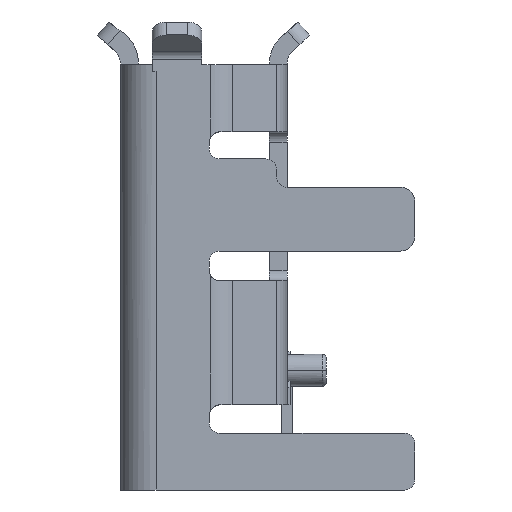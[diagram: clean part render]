
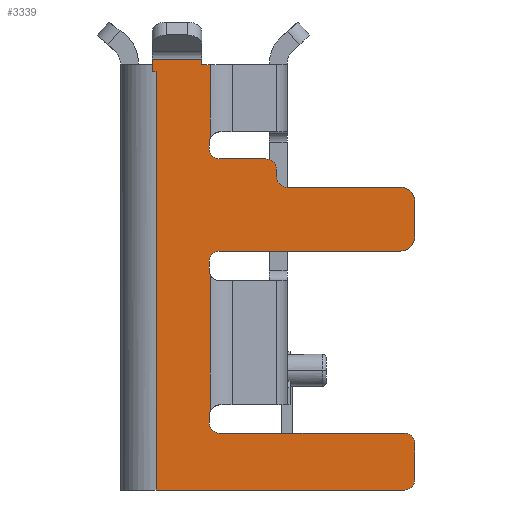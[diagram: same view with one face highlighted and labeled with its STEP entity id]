
A CAD part, left-side view. The second image highlights one B-rep face of the part: STEP entity #3339.
In plain terms, the highlighted planar face has unit normal (-1, 0, 0).
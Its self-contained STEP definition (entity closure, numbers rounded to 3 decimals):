
#811 = VERTEX_POINT('',#812);
#812 = CARTESIAN_POINT('',(-3.7,1.905,0.071));
#819 = EDGE_CURVE('',#811,#820,#822,.T.);
#820 = VERTEX_POINT('',#821);
#821 = CARTESIAN_POINT('',(-3.7,1.905,-0.099));
#822 = LINE('',#823,#824);
#823 = CARTESIAN_POINT('',(-3.7,1.905,0.071));
#824 = VECTOR('',#825,1.);
#825 = DIRECTION('',(0.,0.,-1.));
#1393 = VERTEX_POINT('',#1394);
#1394 = CARTESIAN_POINT('',(-3.7,1.205,0.));
#1400 = EDGE_CURVE('',#1401,#1393,#1403,.T.);
#1401 = VERTEX_POINT('',#1402);
#1402 = CARTESIAN_POINT('',(-3.7,1.205,0.071));
#1403 = LINE('',#1404,#1405);
#1404 = CARTESIAN_POINT('',(-3.7,1.205,0.071));
#1405 = VECTOR('',#1406,1.);
#1406 = DIRECTION('',(0.,0.,-1.));
#1434 = VERTEX_POINT('',#1435);
#1435 = CARTESIAN_POINT('',(-3.7,0.15,-1.48));
#1451 = VERTEX_POINT('',#1452);
#1452 = CARTESIAN_POINT('',(-3.7,0.3,-1.33));
#1458 = EDGE_CURVE('',#1434,#1451,#1459,.T.);
#1459 = CIRCLE('',#1460,0.15);
#1460 = AXIS2_PLACEMENT_3D('',#1461,#1462,#1463);
#1461 = CARTESIAN_POINT('',(-3.7,0.3,-1.48));
#1462 = DIRECTION('',(-1.,0.,0.));
#1463 = DIRECTION('',(0.,-1.,0.));
#1669 = EDGE_CURVE('',#1670,#1672,#1674,.T.);
#1670 = VERTEX_POINT('',#1671);
#1671 = CARTESIAN_POINT('',(-3.7,1.1,-1.1));
#1672 = VERTEX_POINT('',#1673);
#1673 = CARTESIAN_POINT('',(-3.7,1.087,-1.038));
#1674 = CIRCLE('',#1675,0.15);
#1675 = AXIS2_PLACEMENT_3D('',#1676,#1677,#1678);
#1676 = CARTESIAN_POINT('',(-3.7,0.95,-1.1));
#1677 = DIRECTION('',(1.,0.,0.));
#1678 = DIRECTION('',(0.,1.,0.));
#1738 = VERTEX_POINT('',#1739);
#1739 = CARTESIAN_POINT('',(-3.7,0.,-1.73));
#1747 = VERTEX_POINT('',#1748);
#1748 = CARTESIAN_POINT('',(-3.7,-1.6,-1.73));
#1754 = EDGE_CURVE('',#1747,#1738,#1755,.T.);
#1755 = LINE('',#1756,#1757);
#1756 = CARTESIAN_POINT('',(-3.7,-1.6,-1.73));
#1757 = VECTOR('',#1758,1.);
#1758 = DIRECTION('',(0.,1.,0.));
#1769 = EDGE_CURVE('',#1451,#1770,#1772,.T.);
#1770 = VERTEX_POINT('',#1771);
#1771 = CARTESIAN_POINT('',(-3.7,0.95,-1.33));
#1772 = LINE('',#1773,#1774);
#1773 = CARTESIAN_POINT('',(-3.7,0.3,-1.33));
#1774 = VECTOR('',#1775,1.);
#1775 = DIRECTION('',(0.,1.,0.));
#1918 = VERTEX_POINT('',#1919);
#1919 = CARTESIAN_POINT('',(-3.7,1.087,0.));
#1926 = EDGE_CURVE('',#1393,#1918,#1927,.T.);
#1927 = LINE('',#1928,#1929);
#1928 = CARTESIAN_POINT('',(-3.7,1.205,0.));
#1929 = VECTOR('',#1930,1.);
#1930 = DIRECTION('',(0.,-1.,0.));
#1972 = EDGE_CURVE('',#1738,#1973,#1975,.T.);
#1973 = VERTEX_POINT('',#1974);
#1974 = CARTESIAN_POINT('',(-3.7,0.15,-1.58));
#1975 = CIRCLE('',#1976,0.15);
#1976 = AXIS2_PLACEMENT_3D('',#1977,#1978,#1979);
#1977 = CARTESIAN_POINT('',(-3.7,0.,-1.58));
#1978 = DIRECTION('',(1.,-0.,0.));
#1979 = DIRECTION('',(0.,0.,-1.));
#2030 = VERTEX_POINT('',#2031);
#2031 = CARTESIAN_POINT('',(-3.7,1.1,-1.18));
#2037 = EDGE_CURVE('',#2030,#1670,#2038,.T.);
#2038 = LINE('',#2039,#2040);
#2039 = CARTESIAN_POINT('',(-3.7,1.1,-1.18));
#2040 = VECTOR('',#2041,1.);
#2041 = DIRECTION('',(0.,0.,1.));
#2152 = VERTEX_POINT('',#2153);
#2153 = CARTESIAN_POINT('',(-3.7,1.087,-2.962));
#2163 = EDGE_CURVE('',#2152,#2164,#2166,.T.);
#2164 = VERTEX_POINT('',#2165);
#2165 = CARTESIAN_POINT('',(-3.7,1.1,-2.9));
#2166 = CIRCLE('',#2167,0.15);
#2167 = AXIS2_PLACEMENT_3D('',#2168,#2169,#2170);
#2168 = CARTESIAN_POINT('',(-3.7,0.95,-2.9));
#2169 = DIRECTION('',(1.,-0.,0.));
#2170 = DIRECTION('',(0.,0.911,-0.412));
#2206 = VERTEX_POINT('',#2207);
#2207 = CARTESIAN_POINT('',(-3.7,1.1,-4.95));
#2213 = EDGE_CURVE('',#2206,#2214,#2216,.T.);
#2214 = VERTEX_POINT('',#2215);
#2215 = CARTESIAN_POINT('',(-3.7,1.087,-4.888));
#2216 = CIRCLE('',#2217,0.15);
#2217 = AXIS2_PLACEMENT_3D('',#2218,#2219,#2220);
#2218 = CARTESIAN_POINT('',(-3.7,0.95,-4.95));
#2219 = DIRECTION('',(1.,0.,0.));
#2220 = DIRECTION('',(0.,1.,0.));
#2258 = EDGE_CURVE('',#2214,#2152,#2259,.T.);
#2259 = LINE('',#2260,#2261);
#2260 = CARTESIAN_POINT('',(-3.7,1.087,-4.888));
#2261 = VECTOR('',#2262,1.);
#2262 = DIRECTION('',(0.,0.,1.));
#2290 = VERTEX_POINT('',#2291);
#2291 = CARTESIAN_POINT('',(-3.7,1.1,-5.05));
#2297 = EDGE_CURVE('',#2290,#2206,#2298,.T.);
#2298 = LINE('',#2299,#2300);
#2299 = CARTESIAN_POINT('',(-3.7,1.1,-5.05));
#2300 = VECTOR('',#2301,1.);
#2301 = DIRECTION('',(0.,0.,1.));
#2337 = EDGE_CURVE('',#2338,#1747,#2340,.T.);
#2338 = VERTEX_POINT('',#2339);
#2339 = CARTESIAN_POINT('',(-3.7,-1.8,-1.93));
#2340 = CIRCLE('',#2341,0.2);
#2341 = AXIS2_PLACEMENT_3D('',#2342,#2343,#2344);
#2342 = CARTESIAN_POINT('',(-3.7,-1.6,-1.93));
#2343 = DIRECTION('',(-1.,0.,0.));
#2344 = DIRECTION('',(0.,-1.,0.));
#2433 = VERTEX_POINT('',#2434);
#2434 = CARTESIAN_POINT('',(-3.7,0.95,-5.2));
#2440 = EDGE_CURVE('',#2433,#2290,#2441,.T.);
#2441 = CIRCLE('',#2442,0.15);
#2442 = AXIS2_PLACEMENT_3D('',#2443,#2444,#2445);
#2443 = CARTESIAN_POINT('',(-3.7,0.95,-5.05));
#2444 = DIRECTION('',(1.,-0.,0.));
#2445 = DIRECTION('',(0.,0.,-1.));
#2458 = VERTEX_POINT('',#2459);
#2459 = CARTESIAN_POINT('',(-3.7,-1.65,-5.2));
#2465 = EDGE_CURVE('',#2458,#2433,#2466,.T.);
#2466 = LINE('',#2467,#2468);
#2467 = CARTESIAN_POINT('',(-3.7,-1.65,-5.2));
#2468 = VECTOR('',#2469,1.);
#2469 = DIRECTION('',(0.,1.,0.));
#2489 = VERTEX_POINT('',#2490);
#2490 = CARTESIAN_POINT('',(-3.7,-1.8,-5.35));
#2504 = EDGE_CURVE('',#2489,#2458,#2505,.T.);
#2505 = CIRCLE('',#2506,0.15);
#2506 = AXIS2_PLACEMENT_3D('',#2507,#2508,#2509);
#2507 = CARTESIAN_POINT('',(-3.7,-1.65,-5.35));
#2508 = DIRECTION('',(-1.,0.,0.));
#2509 = DIRECTION('',(0.,-1.,0.));
#2529 = VERTEX_POINT('',#2530);
#2530 = CARTESIAN_POINT('',(-3.7,-1.8,-5.85));
#2536 = EDGE_CURVE('',#2489,#2529,#2537,.T.);
#2537 = LINE('',#2538,#2539);
#2538 = CARTESIAN_POINT('',(-3.7,-1.8,-5.35));
#2539 = VECTOR('',#2540,1.);
#2540 = DIRECTION('',(0.,0.,-1.));
#2553 = VERTEX_POINT('',#2554);
#2554 = CARTESIAN_POINT('',(-3.7,-1.65,-6.));
#2568 = EDGE_CURVE('',#2553,#2529,#2569,.T.);
#2569 = CIRCLE('',#2570,0.15);
#2570 = AXIS2_PLACEMENT_3D('',#2571,#2572,#2573);
#2571 = CARTESIAN_POINT('',(-3.7,-1.65,-5.85));
#2572 = DIRECTION('',(-1.,0.,0.));
#2573 = DIRECTION('',(0.,0.,-1.));
#2602 = VERTEX_POINT('',#2603);
#2603 = CARTESIAN_POINT('',(-3.7,1.85,-6.));
#2610 = EDGE_CURVE('',#2553,#2602,#2611,.T.);
#2611 = LINE('',#2612,#2613);
#2612 = CARTESIAN_POINT('',(-3.7,-1.65,-6.));
#2613 = VECTOR('',#2614,1.);
#2614 = DIRECTION('',(0.,1.,0.));
#2981 = EDGE_CURVE('',#1918,#1672,#2982,.T.);
#2982 = LINE('',#2983,#2984);
#2983 = CARTESIAN_POINT('',(-3.7,1.087,0.));
#2984 = VECTOR('',#2985,1.);
#2985 = DIRECTION('',(0.,0.,-1.));
#3016 = VERTEX_POINT('',#3017);
#3017 = CARTESIAN_POINT('',(-3.7,1.1,-2.78));
#3023 = EDGE_CURVE('',#3016,#3024,#3026,.T.);
#3024 = VERTEX_POINT('',#3025);
#3025 = CARTESIAN_POINT('',(-3.7,0.95,-2.63));
#3026 = CIRCLE('',#3027,0.15);
#3027 = AXIS2_PLACEMENT_3D('',#3028,#3029,#3030);
#3028 = CARTESIAN_POINT('',(-3.7,0.95,-2.78));
#3029 = DIRECTION('',(1.,0.,0.));
#3030 = DIRECTION('',(0.,1.,0.));
#3049 = EDGE_CURVE('',#2164,#3016,#3050,.T.);
#3050 = LINE('',#3051,#3052);
#3051 = CARTESIAN_POINT('',(-3.7,1.1,-2.9));
#3052 = VECTOR('',#3053,1.);
#3053 = DIRECTION('',(0.,0.,1.));
#3090 = EDGE_CURVE('',#1770,#2030,#3091,.T.);
#3091 = CIRCLE('',#3092,0.15);
#3092 = AXIS2_PLACEMENT_3D('',#3093,#3094,#3095);
#3093 = CARTESIAN_POINT('',(-3.7,0.95,-1.18));
#3094 = DIRECTION('',(1.,-0.,0.));
#3095 = DIRECTION('',(0.,0.,-1.));
#3108 = EDGE_CURVE('',#3024,#3109,#3111,.T.);
#3109 = VERTEX_POINT('',#3110);
#3110 = CARTESIAN_POINT('',(-3.7,-1.6,-2.63));
#3111 = LINE('',#3112,#3113);
#3112 = CARTESIAN_POINT('',(-3.7,0.95,-2.63));
#3113 = VECTOR('',#3114,1.);
#3114 = DIRECTION('',(0.,-1.,0.));
#3131 = VERTEX_POINT('',#3132);
#3132 = CARTESIAN_POINT('',(-3.7,-1.8,-2.43));
#3138 = EDGE_CURVE('',#3109,#3131,#3139,.T.);
#3139 = CIRCLE('',#3140,0.2);
#3140 = AXIS2_PLACEMENT_3D('',#3141,#3142,#3143);
#3141 = CARTESIAN_POINT('',(-3.7,-1.6,-2.43));
#3142 = DIRECTION('',(-1.,0.,0.));
#3143 = DIRECTION('',(0.,0.,-1.));
#3155 = EDGE_CURVE('',#3131,#2338,#3156,.T.);
#3156 = LINE('',#3157,#3158);
#3157 = CARTESIAN_POINT('',(-3.7,-1.8,-2.43));
#3158 = VECTOR('',#3159,1.);
#3159 = DIRECTION('',(0.,0.,1.));
#3175 = EDGE_CURVE('',#1973,#1434,#3176,.T.);
#3176 = LINE('',#3177,#3178);
#3177 = CARTESIAN_POINT('',(-3.7,0.15,-1.58));
#3178 = VECTOR('',#3179,1.);
#3179 = DIRECTION('',(0.,0.,1.));
#3246 = VERTEX_POINT('',#3247);
#3247 = CARTESIAN_POINT('',(-3.7,1.85,-0.099));
#3255 = EDGE_CURVE('',#3246,#820,#3256,.T.);
#3256 = LINE('',#3257,#3258);
#3257 = CARTESIAN_POINT('',(-3.7,1.85,-0.099));
#3258 = VECTOR('',#3259,1.);
#3259 = DIRECTION('',(0.,1.,0.));
#3279 = EDGE_CURVE('',#3246,#2602,#3280,.T.);
#3280 = LINE('',#3281,#3282);
#3281 = CARTESIAN_POINT('',(-3.7,1.85,-0.099));
#3282 = VECTOR('',#3283,1.);
#3283 = DIRECTION('',(0.,0.,-1.));
#3327 = EDGE_CURVE('',#1401,#811,#3328,.T.);
#3328 = LINE('',#3329,#3330);
#3329 = CARTESIAN_POINT('',(-3.7,1.205,0.071));
#3330 = VECTOR('',#3331,1.);
#3331 = DIRECTION('',(0.,1.,0.));
#3339 = ADVANCED_FACE('',(#3340),#3373,.T.);
#3340 = FACE_BOUND('',#3341,.F.);
#3341 = EDGE_LOOP('',(#3342,#3343,#3344,#3345,#3346,#3347,#3348,#3349,
    #3350,#3351,#3352,#3353,#3354,#3355,#3356,#3357,#3358,#3359,#3360,
    #3361,#3362,#3363,#3364,#3365,#3366,#3367,#3368,#3369,#3370,#3371,
    #3372));
#3342 = ORIENTED_EDGE('',*,*,#2504,.F.);
#3343 = ORIENTED_EDGE('',*,*,#2536,.T.);
#3344 = ORIENTED_EDGE('',*,*,#2568,.F.);
#3345 = ORIENTED_EDGE('',*,*,#2610,.T.);
#3346 = ORIENTED_EDGE('',*,*,#3279,.F.);
#3347 = ORIENTED_EDGE('',*,*,#3255,.T.);
#3348 = ORIENTED_EDGE('',*,*,#819,.F.);
#3349 = ORIENTED_EDGE('',*,*,#3327,.F.);
#3350 = ORIENTED_EDGE('',*,*,#1400,.T.);
#3351 = ORIENTED_EDGE('',*,*,#1926,.T.);
#3352 = ORIENTED_EDGE('',*,*,#2981,.T.);
#3353 = ORIENTED_EDGE('',*,*,#1669,.F.);
#3354 = ORIENTED_EDGE('',*,*,#2037,.F.);
#3355 = ORIENTED_EDGE('',*,*,#3090,.F.);
#3356 = ORIENTED_EDGE('',*,*,#1769,.F.);
#3357 = ORIENTED_EDGE('',*,*,#1458,.F.);
#3358 = ORIENTED_EDGE('',*,*,#3175,.F.);
#3359 = ORIENTED_EDGE('',*,*,#1972,.F.);
#3360 = ORIENTED_EDGE('',*,*,#1754,.F.);
#3361 = ORIENTED_EDGE('',*,*,#2337,.F.);
#3362 = ORIENTED_EDGE('',*,*,#3155,.F.);
#3363 = ORIENTED_EDGE('',*,*,#3138,.F.);
#3364 = ORIENTED_EDGE('',*,*,#3108,.F.);
#3365 = ORIENTED_EDGE('',*,*,#3023,.F.);
#3366 = ORIENTED_EDGE('',*,*,#3049,.F.);
#3367 = ORIENTED_EDGE('',*,*,#2163,.F.);
#3368 = ORIENTED_EDGE('',*,*,#2258,.F.);
#3369 = ORIENTED_EDGE('',*,*,#2213,.F.);
#3370 = ORIENTED_EDGE('',*,*,#2297,.F.);
#3371 = ORIENTED_EDGE('',*,*,#2440,.F.);
#3372 = ORIENTED_EDGE('',*,*,#2465,.F.);
#3373 = PLANE('',#3374);
#3374 = AXIS2_PLACEMENT_3D('',#3375,#3376,#3377);
#3375 = CARTESIAN_POINT('',(-3.7,1.85,0.));
#3376 = DIRECTION('',(-1.,0.,0.));
#3377 = DIRECTION('',(0.,-1.,0.));
